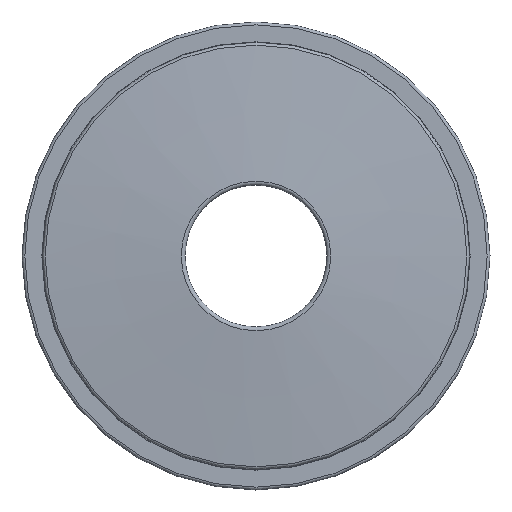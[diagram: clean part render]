
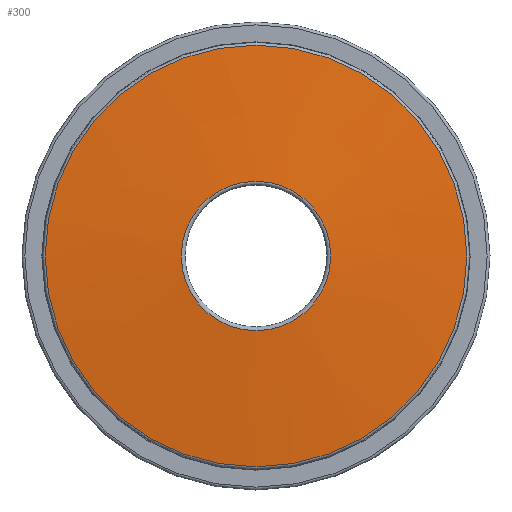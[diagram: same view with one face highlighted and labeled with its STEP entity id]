
A CAD part, front view. The second image highlights one B-rep face of the part: STEP entity #300.
In plain terms, the highlighted conical face has half-angle 85 degrees and reference radius 20.136 mm.
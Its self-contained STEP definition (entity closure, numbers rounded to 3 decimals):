
#15=CONICAL_SURFACE('',#351,20.136,1.484);
#21=LINE('',#542,#30);
#30=VECTOR('',#429,20.136);
#55=FACE_OUTER_BOUND('',#74,.T.);
#74=EDGE_LOOP('',(#221,#222,#223,#224,#225,#226));
#96=CIRCLE('',#348,29.735);
#98=CIRCLE('',#350,29.735);
#99=CIRCLE('',#352,10.537);
#100=CIRCLE('',#353,10.537);
#132=VERTEX_POINT('',#532);
#133=VERTEX_POINT('',#533);
#134=VERTEX_POINT('',#538);
#135=VERTEX_POINT('',#539);
#164=EDGE_CURVE('',#132,#133,#96,.T.);
#166=EDGE_CURVE('',#133,#132,#98,.T.);
#167=EDGE_CURVE('',#134,#135,#99,.T.);
#168=EDGE_CURVE('',#135,#134,#100,.T.);
#169=EDGE_CURVE('',#135,#133,#21,.T.);
#221=ORIENTED_EDGE('',*,*,#167,.F.);
#222=ORIENTED_EDGE('',*,*,#168,.F.);
#223=ORIENTED_EDGE('',*,*,#169,.T.);
#224=ORIENTED_EDGE('',*,*,#166,.T.);
#225=ORIENTED_EDGE('',*,*,#164,.T.);
#226=ORIENTED_EDGE('',*,*,#169,.F.);
#300=ADVANCED_FACE('',(#55),#15,.T.);
#348=AXIS2_PLACEMENT_3D('',#534,#417,#418);
#350=AXIS2_PLACEMENT_3D('',#536,#421,#422);
#351=AXIS2_PLACEMENT_3D('',#537,#423,#424);
#352=AXIS2_PLACEMENT_3D('',#540,#425,#426);
#353=AXIS2_PLACEMENT_3D('',#541,#427,#428);
#417=DIRECTION('center_axis',(0.,-1.,0.));
#418=DIRECTION('ref_axis',(1.,0.,0.));
#421=DIRECTION('center_axis',(0.,-1.,0.));
#422=DIRECTION('ref_axis',(1.,0.,0.));
#423=DIRECTION('center_axis',(0.,1.,0.));
#424=DIRECTION('ref_axis',(-1.,0.,0.));
#425=DIRECTION('center_axis',(0.,-1.,0.));
#426=DIRECTION('ref_axis',(1.,0.,0.));
#427=DIRECTION('center_axis',(0.,-1.,0.));
#428=DIRECTION('ref_axis',(1.,0.,0.));
#429=DIRECTION('',(0.996,0.087,0.));
#532=CARTESIAN_POINT('',(0.,1.681,29.735));
#533=CARTESIAN_POINT('',(29.735,1.681,0.));
#534=CARTESIAN_POINT('Origin',(0.,1.681,0.));
#536=CARTESIAN_POINT('Origin',(0.,1.681,0.));
#537=CARTESIAN_POINT('Origin',(0.,0.841,0.));
#538=CARTESIAN_POINT('',(0.,0.001,10.537));
#539=CARTESIAN_POINT('',(10.537,0.001,0.));
#540=CARTESIAN_POINT('Origin',(0.,0.001,0.));
#541=CARTESIAN_POINT('Origin',(0.,0.001,0.));
#542=CARTESIAN_POINT('',(20.136,0.841,0.));
